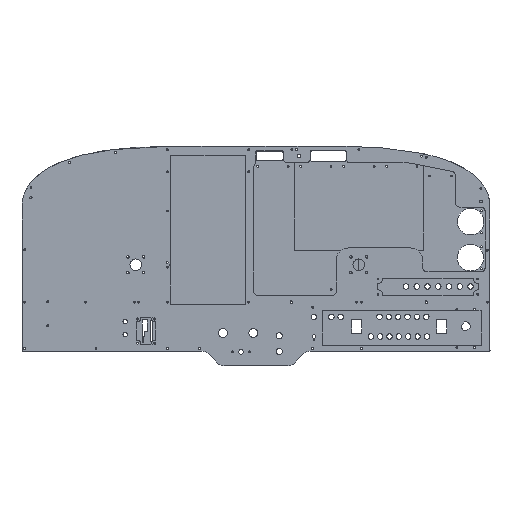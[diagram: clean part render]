
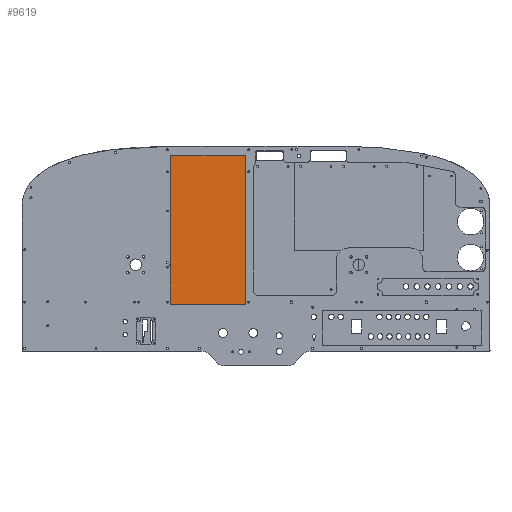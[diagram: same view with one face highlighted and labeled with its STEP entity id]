
A CAD part, front view. The second image highlights one B-rep face of the part: STEP entity #9619.
In plain terms, the highlighted planar face has unit normal (0, -1, 0).
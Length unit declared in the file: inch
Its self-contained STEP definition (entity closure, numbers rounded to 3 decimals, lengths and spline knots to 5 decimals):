
#930=FACE_OUTER_BOUND('',#1532,.T.);
#1532=EDGE_LOOP('',(#7472,#7473,#7474,#7475,#7476,#7477,#7478,#7479,#7480,
#7481));
#2307=CIRCLE('',#10280,0.05906);
#2309=CIRCLE('',#10286,0.03937);
#2311=CIRCLE('',#10290,0.03937);
#2313=CIRCLE('',#10294,0.05906);
#2315=CIRCLE('',#10297,0.01181);
#3012=LINE('',#14923,#3756);
#3015=LINE('',#14929,#3759);
#3018=LINE('',#14935,#3762);
#3022=LINE('',#14947,#3766);
#3026=LINE('',#14959,#3770);
#3756=VECTOR('',#11987,0.3937);
#3759=VECTOR('',#11992,0.3937);
#3762=VECTOR('',#11997,0.3937);
#3766=VECTOR('',#12009,0.3937);
#3770=VECTOR('',#12021,0.3937);
#4532=VERTEX_POINT('',#14913);
#4533=VERTEX_POINT('',#14914);
#4536=VERTEX_POINT('',#14922);
#4538=VERTEX_POINT('',#14928);
#4540=VERTEX_POINT('',#14934);
#4542=VERTEX_POINT('',#14940);
#4544=VERTEX_POINT('',#14946);
#4546=VERTEX_POINT('',#14952);
#4548=VERTEX_POINT('',#14958);
#4550=VERTEX_POINT('',#14964);
#5599=EDGE_CURVE('',#4532,#4533,#2307,.T.);
#5603=EDGE_CURVE('',#4533,#4536,#3012,.T.);
#5606=EDGE_CURVE('',#4538,#4536,#3015,.T.);
#5609=EDGE_CURVE('',#4538,#4540,#3018,.T.);
#5612=EDGE_CURVE('',#4542,#4540,#2309,.T.);
#5615=EDGE_CURVE('',#4542,#4544,#3022,.T.);
#5618=EDGE_CURVE('',#4546,#4544,#2311,.T.);
#5621=EDGE_CURVE('',#4548,#4546,#3026,.T.);
#5624=EDGE_CURVE('',#4548,#4550,#2313,.T.);
#5627=EDGE_CURVE('',#4532,#4550,#2315,.T.);
#7472=ORIENTED_EDGE('',*,*,#5627,.F.);
#7473=ORIENTED_EDGE('',*,*,#5599,.T.);
#7474=ORIENTED_EDGE('',*,*,#5603,.T.);
#7475=ORIENTED_EDGE('',*,*,#5606,.F.);
#7476=ORIENTED_EDGE('',*,*,#5609,.T.);
#7477=ORIENTED_EDGE('',*,*,#5612,.F.);
#7478=ORIENTED_EDGE('',*,*,#5615,.T.);
#7479=ORIENTED_EDGE('',*,*,#5618,.F.);
#7480=ORIENTED_EDGE('',*,*,#5621,.F.);
#7481=ORIENTED_EDGE('',*,*,#5624,.T.);
#9361=PLANE('',#10300);
#9619=ADVANCED_FACE('',(#930),#9361,.F.);
#10280=AXIS2_PLACEMENT_3D('',#14915,#11979,#11980);
#10286=AXIS2_PLACEMENT_3D('',#14941,#12002,#12003);
#10290=AXIS2_PLACEMENT_3D('',#14953,#12014,#12015);
#10294=AXIS2_PLACEMENT_3D('',#14965,#12026,#12027);
#10297=AXIS2_PLACEMENT_3D('',#14970,#12033,#12034);
#10300=AXIS2_PLACEMENT_3D('',#14973,#12039,#12040);
#11979=DIRECTION('center_axis',(0.,1.,0.));
#11980=DIRECTION('ref_axis',(0.553,0.,0.833));
#11987=DIRECTION('',(0.,0.,-1.));
#11992=DIRECTION('',(-1.,0.,0.));
#11997=DIRECTION('',(0.,0.,1.));
#12002=DIRECTION('center_axis',(0.,1.,0.));
#12003=DIRECTION('ref_axis',(0.,0.,1.));
#12009=DIRECTION('',(-1.,0.,0.));
#12014=DIRECTION('center_axis',(0.,1.,0.));
#12015=DIRECTION('ref_axis',(-1.,0.,0.));
#12021=DIRECTION('',(0.,0.,1.));
#12026=DIRECTION('center_axis',(0.,1.,0.));
#12027=DIRECTION('ref_axis',(1.,0.,0.));
#12033=DIRECTION('center_axis',(0.,1.,0.));
#12034=DIRECTION('ref_axis',(-1.,0.,0.));
#12039=DIRECTION('center_axis',(0.,1.,0.));
#12040=DIRECTION('ref_axis',(1.,0.,0.));
#14913=CARTESIAN_POINT('',(-42.30299,16.66,-57.11398));
#14914=CARTESIAN_POINT('',(-42.27657,16.66,-57.16319));
#14915=CARTESIAN_POINT('Origin',(-42.33563,16.66,-57.16319));
#14922=CARTESIAN_POINT('',(-42.27761,16.66,-60.43577));
#14923=CARTESIAN_POINT('',(-42.27657,16.66,-57.16319));
#14928=CARTESIAN_POINT('',(-35.89862,16.66,-60.43574));
#14929=CARTESIAN_POINT('',(-15.39966,16.66,-60.43562));
#14934=CARTESIAN_POINT('',(-35.89862,16.66,-47.95975));
#14935=CARTESIAN_POINT('',(-35.89862,16.66,-47.98258));
#14940=CARTESIAN_POINT('',(-35.93799,16.66,-47.92038));
#14941=CARTESIAN_POINT('Origin',(-35.93799,16.66,-47.95975));
#14946=CARTESIAN_POINT('',(-42.2365,16.66,-47.92014));
#14947=CARTESIAN_POINT('',(-35.93799,16.66,-47.92038));
#14952=CARTESIAN_POINT('',(-42.27587,16.66,-47.9595));
#14953=CARTESIAN_POINT('Origin',(-42.2365,16.66,-47.95951));
#14958=CARTESIAN_POINT('',(-42.27657,16.66,-57.04508));
#14959=CARTESIAN_POINT('',(-42.27588,16.66,-48.05068));
#14964=CARTESIAN_POINT('',(-42.30299,16.66,-57.0943));
#14965=CARTESIAN_POINT('Origin',(-42.33563,16.66,-57.04508));
#14970=CARTESIAN_POINT('Origin',(-42.29646,16.66,-57.10414));
#14973=CARTESIAN_POINT('Origin',(-39.10345,16.66,-54.17795));
